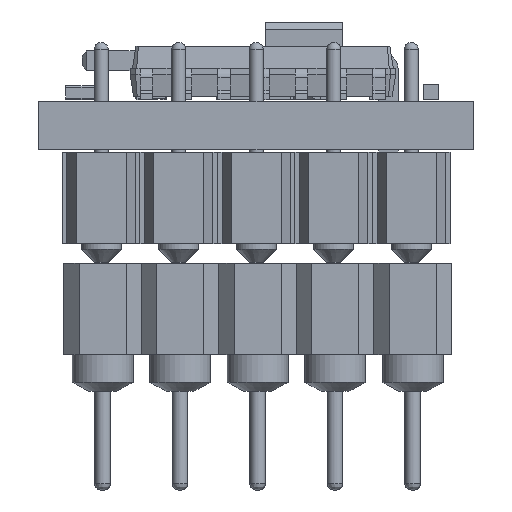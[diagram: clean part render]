
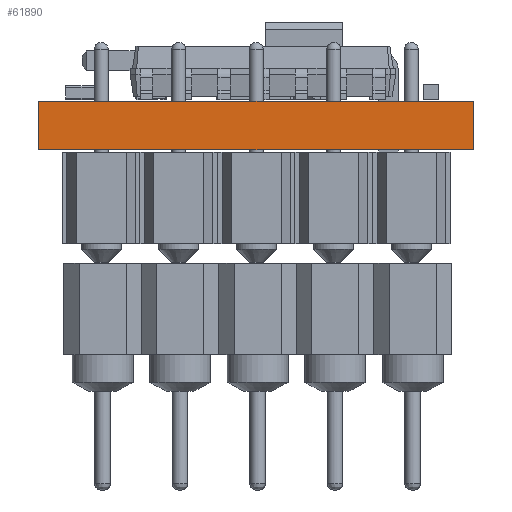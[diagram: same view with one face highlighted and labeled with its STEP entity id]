
A CAD part, left-side view. The second image highlights one B-rep face of the part: STEP entity #61890.
In plain terms, the highlighted planar face has unit normal (-1, 0, 0).
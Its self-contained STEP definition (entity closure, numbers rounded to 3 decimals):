
#61709 = PLANE('',#61710);
#61710 = AXIS2_PLACEMENT_3D('',#61711,#61712,#61713);
#61711 = CARTESIAN_POINT('',(17.272,-7.112,0.));
#61712 = DIRECTION('',(0.,-1.,0.));
#61713 = DIRECTION('',(-1.,0.,0.));
#61734 = VERTEX_POINT('',#61735);
#61735 = CARTESIAN_POINT('',(-17.272,-7.112,1.6));
#61749 = PLANE('',#61750);
#61750 = AXIS2_PLACEMENT_3D('',#61751,#61752,#61753);
#61751 = CARTESIAN_POINT('',(0.,0.,1.6));
#61752 = DIRECTION('',(-0.,-0.,-1.));
#61753 = DIRECTION('',(-1.,0.,0.));
#61761 = EDGE_CURVE('',#61762,#61734,#61764,.T.);
#61762 = VERTEX_POINT('',#61763);
#61763 = CARTESIAN_POINT('',(-17.272,-7.112,0.));
#61764 = SURFACE_CURVE('',#61765,(#61769,#61776),.PCURVE_S1.);
#61765 = LINE('',#61766,#61767);
#61766 = CARTESIAN_POINT('',(-17.272,-7.112,0.));
#61767 = VECTOR('',#61768,1.);
#61768 = DIRECTION('',(0.,0.,1.));
#61769 = PCURVE('',#61709,#61770);
#61770 = DEFINITIONAL_REPRESENTATION('',(#61771),#61775);
#61771 = LINE('',#61772,#61773);
#61772 = CARTESIAN_POINT('',(34.544,0.));
#61773 = VECTOR('',#61774,1.);
#61774 = DIRECTION('',(0.,-1.));
#61775 = ( GEOMETRIC_REPRESENTATION_CONTEXT(2) 
PARAMETRIC_REPRESENTATION_CONTEXT() REPRESENTATION_CONTEXT('2D SPACE',''
  ) );
#61776 = PCURVE('',#61777,#61782);
#61777 = PLANE('',#61778);
#61778 = AXIS2_PLACEMENT_3D('',#61779,#61780,#61781);
#61779 = CARTESIAN_POINT('',(-17.272,-7.112,0.));
#61780 = DIRECTION('',(-1.,0.,0.));
#61781 = DIRECTION('',(0.,1.,0.));
#61782 = DEFINITIONAL_REPRESENTATION('',(#61783),#61787);
#61783 = LINE('',#61784,#61785);
#61784 = CARTESIAN_POINT('',(0.,0.));
#61785 = VECTOR('',#61786,1.);
#61786 = DIRECTION('',(0.,-1.));
#61787 = ( GEOMETRIC_REPRESENTATION_CONTEXT(2) 
PARAMETRIC_REPRESENTATION_CONTEXT() REPRESENTATION_CONTEXT('2D SPACE',''
  ) );
#61803 = PLANE('',#61804);
#61804 = AXIS2_PLACEMENT_3D('',#61805,#61806,#61807);
#61805 = CARTESIAN_POINT('',(0.,0.,0.));
#61806 = DIRECTION('',(-0.,-0.,-1.));
#61807 = DIRECTION('',(-1.,0.,0.));
#61836 = PLANE('',#61837);
#61837 = AXIS2_PLACEMENT_3D('',#61838,#61839,#61840);
#61838 = CARTESIAN_POINT('',(-17.272,7.112,0.));
#61839 = DIRECTION('',(0.,1.,0.));
#61840 = DIRECTION('',(1.,0.,0.));
#61890 = ADVANCED_FACE('',(#61891),#61777,.T.);
#61891 = FACE_BOUND('',#61892,.T.);
#61892 = EDGE_LOOP('',(#61893,#61894,#61917,#61940));
#61893 = ORIENTED_EDGE('',*,*,#61761,.T.);
#61894 = ORIENTED_EDGE('',*,*,#61895,.T.);
#61895 = EDGE_CURVE('',#61734,#61896,#61898,.T.);
#61896 = VERTEX_POINT('',#61897);
#61897 = CARTESIAN_POINT('',(-17.272,7.112,1.6));
#61898 = SURFACE_CURVE('',#61899,(#61903,#61910),.PCURVE_S1.);
#61899 = LINE('',#61900,#61901);
#61900 = CARTESIAN_POINT('',(-17.272,-7.112,1.6));
#61901 = VECTOR('',#61902,1.);
#61902 = DIRECTION('',(0.,1.,0.));
#61903 = PCURVE('',#61777,#61904);
#61904 = DEFINITIONAL_REPRESENTATION('',(#61905),#61909);
#61905 = LINE('',#61906,#61907);
#61906 = CARTESIAN_POINT('',(0.,-1.6));
#61907 = VECTOR('',#61908,1.);
#61908 = DIRECTION('',(1.,0.));
#61909 = ( GEOMETRIC_REPRESENTATION_CONTEXT(2) 
PARAMETRIC_REPRESENTATION_CONTEXT() REPRESENTATION_CONTEXT('2D SPACE',''
  ) );
#61910 = PCURVE('',#61749,#61911);
#61911 = DEFINITIONAL_REPRESENTATION('',(#61912),#61916);
#61912 = LINE('',#61913,#61914);
#61913 = CARTESIAN_POINT('',(17.272,-7.112));
#61914 = VECTOR('',#61915,1.);
#61915 = DIRECTION('',(0.,1.));
#61916 = ( GEOMETRIC_REPRESENTATION_CONTEXT(2) 
PARAMETRIC_REPRESENTATION_CONTEXT() REPRESENTATION_CONTEXT('2D SPACE',''
  ) );
#61917 = ORIENTED_EDGE('',*,*,#61918,.F.);
#61918 = EDGE_CURVE('',#61919,#61896,#61921,.T.);
#61919 = VERTEX_POINT('',#61920);
#61920 = CARTESIAN_POINT('',(-17.272,7.112,0.));
#61921 = SURFACE_CURVE('',#61922,(#61926,#61933),.PCURVE_S1.);
#61922 = LINE('',#61923,#61924);
#61923 = CARTESIAN_POINT('',(-17.272,7.112,0.));
#61924 = VECTOR('',#61925,1.);
#61925 = DIRECTION('',(0.,0.,1.));
#61926 = PCURVE('',#61777,#61927);
#61927 = DEFINITIONAL_REPRESENTATION('',(#61928),#61932);
#61928 = LINE('',#61929,#61930);
#61929 = CARTESIAN_POINT('',(14.224,0.));
#61930 = VECTOR('',#61931,1.);
#61931 = DIRECTION('',(0.,-1.));
#61932 = ( GEOMETRIC_REPRESENTATION_CONTEXT(2) 
PARAMETRIC_REPRESENTATION_CONTEXT() REPRESENTATION_CONTEXT('2D SPACE',''
  ) );
#61933 = PCURVE('',#61836,#61934);
#61934 = DEFINITIONAL_REPRESENTATION('',(#61935),#61939);
#61935 = LINE('',#61936,#61937);
#61936 = CARTESIAN_POINT('',(0.,0.));
#61937 = VECTOR('',#61938,1.);
#61938 = DIRECTION('',(0.,-1.));
#61939 = ( GEOMETRIC_REPRESENTATION_CONTEXT(2) 
PARAMETRIC_REPRESENTATION_CONTEXT() REPRESENTATION_CONTEXT('2D SPACE',''
  ) );
#61940 = ORIENTED_EDGE('',*,*,#61941,.F.);
#61941 = EDGE_CURVE('',#61762,#61919,#61942,.T.);
#61942 = SURFACE_CURVE('',#61943,(#61947,#61954),.PCURVE_S1.);
#61943 = LINE('',#61944,#61945);
#61944 = CARTESIAN_POINT('',(-17.272,-7.112,0.));
#61945 = VECTOR('',#61946,1.);
#61946 = DIRECTION('',(0.,1.,0.));
#61947 = PCURVE('',#61777,#61948);
#61948 = DEFINITIONAL_REPRESENTATION('',(#61949),#61953);
#61949 = LINE('',#61950,#61951);
#61950 = CARTESIAN_POINT('',(0.,0.));
#61951 = VECTOR('',#61952,1.);
#61952 = DIRECTION('',(1.,0.));
#61953 = ( GEOMETRIC_REPRESENTATION_CONTEXT(2) 
PARAMETRIC_REPRESENTATION_CONTEXT() REPRESENTATION_CONTEXT('2D SPACE',''
  ) );
#61954 = PCURVE('',#61803,#61955);
#61955 = DEFINITIONAL_REPRESENTATION('',(#61956),#61960);
#61956 = LINE('',#61957,#61958);
#61957 = CARTESIAN_POINT('',(17.272,-7.112));
#61958 = VECTOR('',#61959,1.);
#61959 = DIRECTION('',(0.,1.));
#61960 = ( GEOMETRIC_REPRESENTATION_CONTEXT(2) 
PARAMETRIC_REPRESENTATION_CONTEXT() REPRESENTATION_CONTEXT('2D SPACE',''
  ) );
